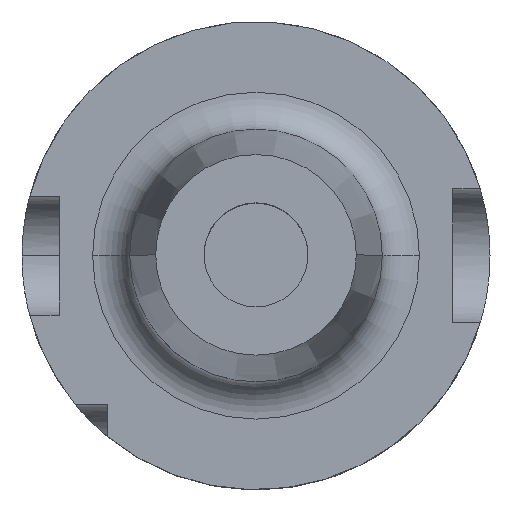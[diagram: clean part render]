
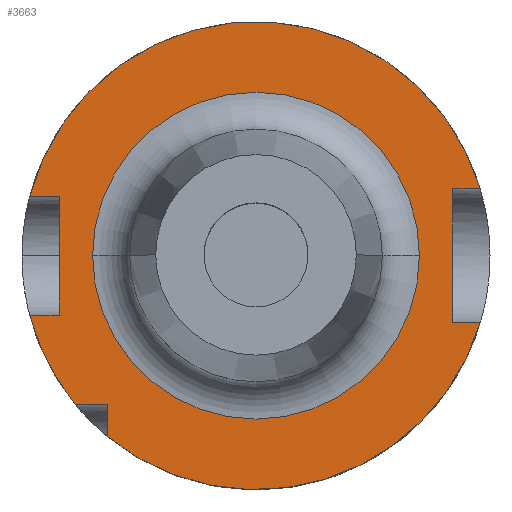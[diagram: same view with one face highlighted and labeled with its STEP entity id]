
A CAD part, top view. The second image highlights one B-rep face of the part: STEP entity #3663.
In plain terms, the highlighted planar face has unit normal (0, 0, 1).
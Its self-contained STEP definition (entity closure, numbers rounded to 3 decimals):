
#11 = EDGE_CURVE ( 'NONE', #2191, #2686, #2895, .T. ) ;
#47 = DIRECTION ( 'NONE',  ( 0., 1., 0. ) ) ;
#61 = ORIENTED_EDGE ( 'NONE', *, *, #3489, .T. ) ;
#68 = ORIENTED_EDGE ( 'NONE', *, *, #2997, .T. ) ;
#221 = CARTESIAN_POINT ( 'NONE',  ( -24.336, -20., 26. ) ) ;
#229 = CARTESIAN_POINT ( 'NONE',  ( 26.5, 9., 26. ) ) ;
#249 = CARTESIAN_POINT ( 'NONE',  ( 0., -20., 26. ) ) ;
#258 = AXIS2_PLACEMENT_3D ( 'NONE', #3031, #3017, #3004 ) ;
#266 = DIRECTION ( 'NONE',  ( -1., 0., 0. ) ) ;
#279 = EDGE_CURVE ( 'NONE', #1536, #2191, #2309, .T. ) ;
#300 = VERTEX_POINT ( 'NONE', #229 ) ;
#317 = VECTOR ( 'NONE', #2504, 1000. ) ;
#445 = AXIS2_PLACEMENT_3D ( 'NONE', #1251, #1005, #996 ) ;
#455 = CARTESIAN_POINT ( 'NONE',  ( 0., -8., 26. ) ) ;
#555 = CARTESIAN_POINT ( 'NONE',  ( 0., -9., 26. ) ) ;
#576 = DIRECTION ( 'NONE',  ( -1., 0., 0. ) ) ;
#585 = EDGE_CURVE ( 'NONE', #1872, #300, #1715, .T. ) ;
#597 = EDGE_LOOP ( 'NONE', ( #68, #61 ) ) ;
#636 = AXIS2_PLACEMENT_3D ( 'NONE', #1988, #1921, #1901 ) ;
#664 = EDGE_CURVE ( 'NONE', #2669, #1872, #1528, .T. ) ;
#697 = EDGE_CURVE ( 'NONE', #2536, #1723, #1444, .T. ) ;
#769 = CARTESIAN_POINT ( 'NONE',  ( 22., 0., 26. ) ) ;
#927 = CARTESIAN_POINT ( 'NONE',  ( 0., 8., 26. ) ) ;
#979 = DIRECTION ( 'NONE',  ( -1., 0., 0. ) ) ;
#996 = DIRECTION ( 'NONE',  ( 1., 0., 0. ) ) ;
#1005 = DIRECTION ( 'NONE',  ( 0., 0., -1. ) ) ;
#1073 = CARTESIAN_POINT ( 'NONE',  ( -20., -20., 26. ) ) ;
#1147 = CARTESIAN_POINT ( 'NONE',  ( -30.467, -8., 26. ) ) ;
#1219 = AXIS2_PLACEMENT_3D ( 'NONE', #1609, #1607, #1583 ) ;
#1235 = VERTEX_POINT ( 'NONE', #3491 ) ;
#1251 = CARTESIAN_POINT ( 'NONE',  ( 0., 0., 26. ) ) ;
#1302 = CARTESIAN_POINT ( 'NONE',  ( 30.187, 9., 26. ) ) ;
#1323 = EDGE_LOOP ( 'NONE', ( #3668, #3613, #3573, #3487, #3412, #3251, #3215, #3168, #3038, #2881, #2734 ) ) ;
#1336 = DIRECTION ( 'NONE',  ( 0., 1., 0. ) ) ;
#1384 = CIRCLE ( 'NONE', #636, 22. ) ;
#1403 = VECTOR ( 'NONE', #979, 1000. ) ;
#1444 = LINE ( 'NONE', #927, #1403 ) ;
#1465 = DIRECTION ( 'NONE',  ( -1., 0., 0. ) ) ;
#1480 = DIRECTION ( 'NONE',  ( 0., 0., -1. ) ) ;
#1485 = CARTESIAN_POINT ( 'NONE',  ( 0., 0., 26. ) ) ;
#1507 = CIRCLE ( 'NONE', #258, 31.5 ) ;
#1528 = LINE ( 'NONE', #555, #1574 ) ;
#1536 = VERTEX_POINT ( 'NONE', #2395 ) ;
#1574 = VECTOR ( 'NONE', #576, 1000. ) ;
#1583 = DIRECTION ( 'NONE',  ( -1., 0., 0. ) ) ;
#1600 = CARTESIAN_POINT ( 'NONE',  ( 26.5, 17., 26. ) ) ;
#1607 = DIRECTION ( 'NONE',  ( 0., 0., -1. ) ) ;
#1609 = CARTESIAN_POINT ( 'NONE',  ( 0., 0., 26. ) ) ;
#1643 = VERTEX_POINT ( 'NONE', #1147 ) ;
#1700 = VECTOR ( 'NONE', #2187, 1000. ) ;
#1715 = LINE ( 'NONE', #1600, #1839 ) ;
#1723 = VERTEX_POINT ( 'NONE', #2215 ) ;
#1839 = VECTOR ( 'NONE', #1336, 1000. ) ;
#1872 = VERTEX_POINT ( 'NONE', #3074 ) ;
#1873 = CIRCLE ( 'NONE', #445, 22. ) ;
#1880 = LINE ( 'NONE', #2778, #317 ) ;
#1889 = EDGE_CURVE ( 'NONE', #300, #2514, #1880, .T. ) ;
#1901 = DIRECTION ( 'NONE',  ( 1., 0., 0. ) ) ;
#1916 = EDGE_CURVE ( 'NONE', #2635, #2536, #2488, .T. ) ;
#1921 = DIRECTION ( 'NONE',  ( 0., 0., -1. ) ) ;
#1988 = CARTESIAN_POINT ( 'NONE',  ( 0., 0., 26. ) ) ;
#2101 = CARTESIAN_POINT ( 'NONE',  ( -26.5, 8., 26. ) ) ;
#2187 = DIRECTION ( 'NONE',  ( 0., 1., 0. ) ) ;
#2191 = VERTEX_POINT ( 'NONE', #1073 ) ;
#2215 = CARTESIAN_POINT ( 'NONE',  ( -30.467, 8., 26. ) ) ;
#2267 = VECTOR ( 'NONE', #47, 1000. ) ;
#2309 = LINE ( 'NONE', #3316, #2267 ) ;
#2358 = AXIS2_PLACEMENT_3D ( 'NONE', #2931, #2923, #2913 ) ;
#2380 = AXIS2_PLACEMENT_3D ( 'NONE', #1485, #1480, #1465 ) ;
#2382 = FACE_OUTER_BOUND ( 'NONE', #1323, .T. ) ;
#2395 = CARTESIAN_POINT ( 'NONE',  ( -20., -24.336, 26. ) ) ;
#2427 = CIRCLE ( 'NONE', #2380, 31.5 ) ;
#2441 = CARTESIAN_POINT ( 'NONE',  ( -26.5, 17., 26. ) ) ;
#2477 = VECTOR ( 'NONE', #3553, 1000. ) ;
#2488 = LINE ( 'NONE', #2441, #1700 ) ;
#2504 = DIRECTION ( 'NONE',  ( 1., 0., 0. ) ) ;
#2514 = VERTEX_POINT ( 'NONE', #1302 ) ;
#2536 = VERTEX_POINT ( 'NONE', #2101 ) ;
#2635 = VERTEX_POINT ( 'NONE', #3209 ) ;
#2668 = VERTEX_POINT ( 'NONE', #769 ) ;
#2669 = VERTEX_POINT ( 'NONE', #2806 ) ;
#2686 = VERTEX_POINT ( 'NONE', #221 ) ;
#2734 = ORIENTED_EDGE ( 'NONE', *, *, #3352, .F. ) ;
#2778 = CARTESIAN_POINT ( 'NONE',  ( 0., 9., 26. ) ) ;
#2806 = CARTESIAN_POINT ( 'NONE',  ( 30.187, -9., 26. ) ) ;
#2844 = VECTOR ( 'NONE', #266, 1000. ) ;
#2881 = ORIENTED_EDGE ( 'NONE', *, *, #3072, .F. ) ;
#2895 = LINE ( 'NONE', #249, #2844 ) ;
#2913 = DIRECTION ( 'NONE',  ( 1., 0., 0. ) ) ;
#2923 = DIRECTION ( 'NONE',  ( 0., 0., 1. ) ) ;
#2931 = CARTESIAN_POINT ( 'NONE',  ( 0., 17., 26. ) ) ;
#2933 = PLANE ( 'NONE',  #2358 ) ;
#2997 = EDGE_CURVE ( 'NONE', #2668, #1235, #1873, .T. ) ;
#3004 = DIRECTION ( 'NONE',  ( -1., 0., 0. ) ) ;
#3017 = DIRECTION ( 'NONE',  ( 0., 0., -1. ) ) ;
#3031 = CARTESIAN_POINT ( 'NONE',  ( 0., 0., 26. ) ) ;
#3038 = ORIENTED_EDGE ( 'NONE', *, *, #1916, .F. ) ;
#3067 = FACE_BOUND ( 'NONE', #597, .T. ) ;
#3072 = EDGE_CURVE ( 'NONE', #1643, #2635, #3243, .T. ) ;
#3074 = CARTESIAN_POINT ( 'NONE',  ( 26.5, -9., 26. ) ) ;
#3168 = ORIENTED_EDGE ( 'NONE', *, *, #697, .F. ) ;
#3188 = EDGE_CURVE ( 'NONE', #2669, #1536, #1507, .T. ) ;
#3206 = CIRCLE ( 'NONE', #1219, 31.5 ) ;
#3209 = CARTESIAN_POINT ( 'NONE',  ( -26.5, -8., 26. ) ) ;
#3215 = ORIENTED_EDGE ( 'NONE', *, *, #3327, .F. ) ;
#3243 = LINE ( 'NONE', #455, #2477 ) ;
#3251 = ORIENTED_EDGE ( 'NONE', *, *, #1889, .T. ) ;
#3316 = CARTESIAN_POINT ( 'NONE',  ( -20., 17., 26. ) ) ;
#3327 = EDGE_CURVE ( 'NONE', #1723, #2514, #3206, .T. ) ;
#3352 = EDGE_CURVE ( 'NONE', #2686, #1643, #2427, .T. ) ;
#3412 = ORIENTED_EDGE ( 'NONE', *, *, #585, .T. ) ;
#3487 = ORIENTED_EDGE ( 'NONE', *, *, #664, .T. ) ;
#3489 = EDGE_CURVE ( 'NONE', #1235, #2668, #1384, .T. ) ;
#3491 = CARTESIAN_POINT ( 'NONE',  ( -22., 0., 26. ) ) ;
#3553 = DIRECTION ( 'NONE',  ( 1., 0., 0. ) ) ;
#3573 = ORIENTED_EDGE ( 'NONE', *, *, #3188, .F. ) ;
#3613 = ORIENTED_EDGE ( 'NONE', *, *, #279, .F. ) ;
#3663 = ADVANCED_FACE ( 'NONE', ( #3067, #2382 ), #2933, .T. ) ;
#3668 = ORIENTED_EDGE ( 'NONE', *, *, #11, .F. ) ;
